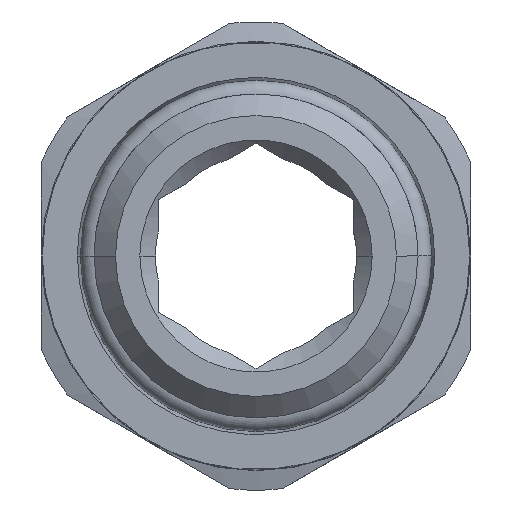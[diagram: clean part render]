
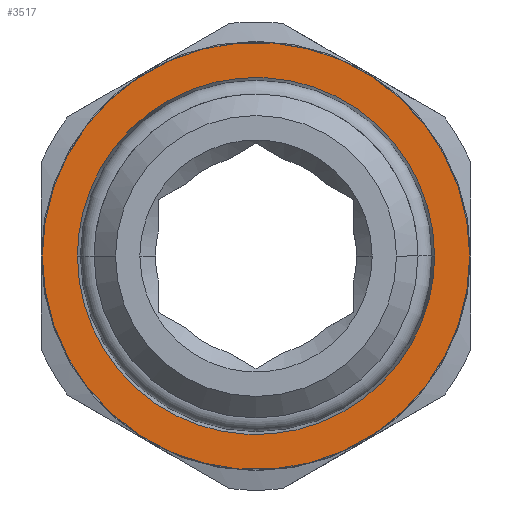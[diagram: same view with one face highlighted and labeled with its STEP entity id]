
A CAD part, front view. The second image highlights one B-rep face of the part: STEP entity #3517.
In plain terms, the highlighted planar face has unit normal (0, -1, 0).
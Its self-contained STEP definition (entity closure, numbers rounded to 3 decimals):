
#3353=CARTESIAN_POINT('Vertex',(-10.95,8.,0.)) ;
#3360=CARTESIAN_POINT('Vertex',(10.95,8.,0.)) ;
#3364=CARTESIAN_POINT('Control Point',(-10.95,8.,0.)) ;
#3365=CARTESIAN_POINT('Control Point',(-10.95,8.,-1.72)) ;
#3366=CARTESIAN_POINT('Control Point',(-10.612,8.,-3.44)) ;
#3367=CARTESIAN_POINT('Control Point',(-9.936,8.,-5.072)) ;
#3368=CARTESIAN_POINT('Control Point',(-7.982,8.,-7.982)) ;
#3369=CARTESIAN_POINT('Control Point',(-5.072,8.,-9.936)) ;
#3370=CARTESIAN_POINT('Control Point',(-3.44,8.,-10.612)) ;
#3371=CARTESIAN_POINT('Control Point',(0.,8.,-11.288)) ;
#3372=CARTESIAN_POINT('Control Point',(3.44,8.,-10.612)) ;
#3373=CARTESIAN_POINT('Control Point',(5.072,8.,-9.936)) ;
#3374=CARTESIAN_POINT('Control Point',(7.982,8.,-7.982)) ;
#3375=CARTESIAN_POINT('Control Point',(9.936,8.,-5.072)) ;
#3376=CARTESIAN_POINT('Control Point',(10.612,8.,-3.44)) ;
#3377=CARTESIAN_POINT('Control Point',(10.95,8.,-1.72)) ;
#3378=CARTESIAN_POINT('Control Point',(10.95,8.,0.)) ;
#3393=CARTESIAN_POINT('Control Point',(10.95,8.,0.)) ;
#3394=CARTESIAN_POINT('Control Point',(10.95,8.,1.72)) ;
#3395=CARTESIAN_POINT('Control Point',(10.612,8.,3.44)) ;
#3396=CARTESIAN_POINT('Control Point',(9.936,8.,5.072)) ;
#3397=CARTESIAN_POINT('Control Point',(7.982,8.,7.982)) ;
#3398=CARTESIAN_POINT('Control Point',(5.072,8.,9.936)) ;
#3399=CARTESIAN_POINT('Control Point',(3.44,8.,10.612)) ;
#3400=CARTESIAN_POINT('Control Point',(0.,8.,11.288)) ;
#3401=CARTESIAN_POINT('Control Point',(-3.44,8.,10.612)) ;
#3402=CARTESIAN_POINT('Control Point',(-5.072,8.,9.936)) ;
#3403=CARTESIAN_POINT('Control Point',(-7.982,8.,7.982)) ;
#3404=CARTESIAN_POINT('Control Point',(-9.936,8.,5.072)) ;
#3405=CARTESIAN_POINT('Control Point',(-10.612,8.,3.44)) ;
#3406=CARTESIAN_POINT('Control Point',(-10.95,8.,1.72)) ;
#3407=CARTESIAN_POINT('Control Point',(-10.95,8.,0.)) ;
#3448=CARTESIAN_POINT('Axis2P3D Location',(0.,8.,0.)) ;
#3458=CARTESIAN_POINT('Control Point',(9.15,8.,0.)) ;
#3459=CARTESIAN_POINT('Control Point',(9.15,8.,0.889)) ;
#3460=CARTESIAN_POINT('Control Point',(9.042,8.,1.778)) ;
#3461=CARTESIAN_POINT('Control Point',(8.826,8.,2.65)) ;
#3462=CARTESIAN_POINT('Control Point',(8.187,8.,4.323)) ;
#3463=CARTESIAN_POINT('Control Point',(7.165,8.,5.795)) ;
#3464=CARTESIAN_POINT('Control Point',(6.567,8.,6.465)) ;
#3465=CARTESIAN_POINT('Control Point',(5.22,8.,7.646)) ;
#3466=CARTESIAN_POINT('Control Point',(3.63,8.,8.47)) ;
#3467=CARTESIAN_POINT('Control Point',(2.788,8.,8.783)) ;
#3468=CARTESIAN_POINT('Control Point',(1.046,8.,9.199)) ;
#3469=CARTESIAN_POINT('Control Point',(-0.746,8.,9.185)) ;
#3470=CARTESIAN_POINT('Control Point',(-1.636,8.,9.069)) ;
#3471=CARTESIAN_POINT('Control Point',(-3.371,8.,8.623)) ;
#3472=CARTESIAN_POINT('Control Point',(-4.948,8.,7.774)) ;
#3473=CARTESIAN_POINT('Control Point',(-5.682,8.,7.255)) ;
#3474=CARTESIAN_POINT('Control Point',(-7.007,8.,6.051)) ;
#3475=CARTESIAN_POINT('Control Point',(-8.006,8.,4.563)) ;
#3476=CARTESIAN_POINT('Control Point',(-8.412,8.,3.763)) ;
#3477=CARTESIAN_POINT('Control Point',(-8.859,8.,2.528)) ;
#3478=CARTESIAN_POINT('Control Point',(-9.08,8.,1.241)) ;
#3479=CARTESIAN_POINT('Control Point',(-9.127,8.,0.829)) ;
#3480=CARTESIAN_POINT('Control Point',(-9.15,8.,0.414)) ;
#3481=CARTESIAN_POINT('Control Point',(-9.15,8.,0.)) ;
#3482=CARTESIAN_POINT('Vertex',(9.15,8.,0.)) ;
#3484=CARTESIAN_POINT('Vertex',(-9.15,8.,0.)) ;
#3488=CARTESIAN_POINT('Control Point',(-9.15,8.,0.)) ;
#3489=CARTESIAN_POINT('Control Point',(-9.15,8.,-0.889)) ;
#3490=CARTESIAN_POINT('Control Point',(-9.042,8.,-1.778)) ;
#3491=CARTESIAN_POINT('Control Point',(-8.826,8.,-2.65)) ;
#3492=CARTESIAN_POINT('Control Point',(-8.187,8.,-4.323)) ;
#3493=CARTESIAN_POINT('Control Point',(-7.165,8.,-5.795)) ;
#3494=CARTESIAN_POINT('Control Point',(-6.567,8.,-6.465)) ;
#3495=CARTESIAN_POINT('Control Point',(-5.22,8.,-7.646)) ;
#3496=CARTESIAN_POINT('Control Point',(-3.63,8.,-8.47)) ;
#3497=CARTESIAN_POINT('Control Point',(-2.788,8.,-8.783)) ;
#3498=CARTESIAN_POINT('Control Point',(-1.046,8.,-9.199)) ;
#3499=CARTESIAN_POINT('Control Point',(0.746,8.,-9.185)) ;
#3500=CARTESIAN_POINT('Control Point',(1.636,8.,-9.069)) ;
#3501=CARTESIAN_POINT('Control Point',(3.371,8.,-8.623)) ;
#3502=CARTESIAN_POINT('Control Point',(4.948,8.,-7.774)) ;
#3503=CARTESIAN_POINT('Control Point',(5.682,8.,-7.255)) ;
#3504=CARTESIAN_POINT('Control Point',(7.007,8.,-6.051)) ;
#3505=CARTESIAN_POINT('Control Point',(8.006,8.,-4.563)) ;
#3506=CARTESIAN_POINT('Control Point',(8.412,8.,-3.763)) ;
#3507=CARTESIAN_POINT('Control Point',(8.859,8.,-2.528)) ;
#3508=CARTESIAN_POINT('Control Point',(9.08,8.,-1.241)) ;
#3509=CARTESIAN_POINT('Control Point',(9.127,8.,-0.829)) ;
#3510=CARTESIAN_POINT('Control Point',(9.15,8.,-0.414)) ;
#3511=CARTESIAN_POINT('Control Point',(9.15,8.,0.)) ;
#3449=DIRECTION('Axis2P3D Direction',(-0.,1.,0.)) ;
#3450=DIRECTION('Axis2P3D XDirection',(1.,0.,0.)) ;
#3451=AXIS2_PLACEMENT_3D('Plane Axis2P3D',#3448,#3449,#3450) ;
#3454=ORIENTED_EDGE('',*,*,#3408,.T.) ;
#3455=ORIENTED_EDGE('',*,*,#3379,.T.) ;
#3514=ORIENTED_EDGE('',*,*,#3486,.F.) ;
#3515=ORIENTED_EDGE('',*,*,#3512,.F.) ;
#3516=FACE_BOUND('',#3513,.T.) ;
#3517=ADVANCED_FACE('PN511B-12G38',(#3456,#3516),#3452,.F.) ;
#3363=B_SPLINE_CURVE_WITH_KNOTS('',5,(#3364,#3365,#3366,#3367,#3368,#3369,#3370,#3371,#3372,#3373,#3374,#3375,#3376,#3377,#3378),.UNSPECIFIED.,.F.,.U.,(6,3,3,3,6),(-17.2,-8.6,0.,8.6,17.2),.UNSPECIFIED.) ;
#3392=B_SPLINE_CURVE_WITH_KNOTS('',5,(#3393,#3394,#3395,#3396,#3397,#3398,#3399,#3400,#3401,#3402,#3403,#3404,#3405,#3406,#3407),.UNSPECIFIED.,.F.,.U.,(6,3,3,3,6),(-17.2,-8.6,0.,8.6,17.2),.UNSPECIFIED.) ;
#3457=B_SPLINE_CURVE_WITH_KNOTS('',5,(#3458,#3459,#3460,#3461,#3462,#3463,#3464,#3465,#3466,#3467,#3468,#3469,#3470,#3471,#3472,#3473,#3474,#3475,#3476,#3477,#3478,#3479,#3480,#3481),.UNSPECIFIED.,.F.,.U.,(6,3,3,3,3,3,3,6),(0.,6.287,12.574,18.861,25.148,31.435,37.722,40.652),.UNSPECIFIED.) ;
#3487=B_SPLINE_CURVE_WITH_KNOTS('',5,(#3488,#3489,#3490,#3491,#3492,#3493,#3494,#3495,#3496,#3497,#3498,#3499,#3500,#3501,#3502,#3503,#3504,#3505,#3506,#3507,#3508,#3509,#3510,#3511),.UNSPECIFIED.,.F.,.U.,(6,3,3,3,3,3,3,6),(0.,6.287,12.574,18.861,25.148,31.435,37.722,40.652),.UNSPECIFIED.) ;
#3379=EDGE_CURVE('',#3354,#3361,#3363,.T.) ;
#3408=EDGE_CURVE('',#3361,#3354,#3392,.T.) ;
#3486=EDGE_CURVE('',#3483,#3485,#3457,.T.) ;
#3512=EDGE_CURVE('',#3485,#3483,#3487,.T.) ;
#3453=EDGE_LOOP('',(#3454,#3455)) ;
#3513=EDGE_LOOP('',(#3514,#3515)) ;
#3456=FACE_OUTER_BOUND('',#3453,.T.) ;
#3452=PLANE('',#3451) ;
#3354=VERTEX_POINT('',#3353) ;
#3361=VERTEX_POINT('',#3360) ;
#3483=VERTEX_POINT('',#3482) ;
#3485=VERTEX_POINT('',#3484) ;
